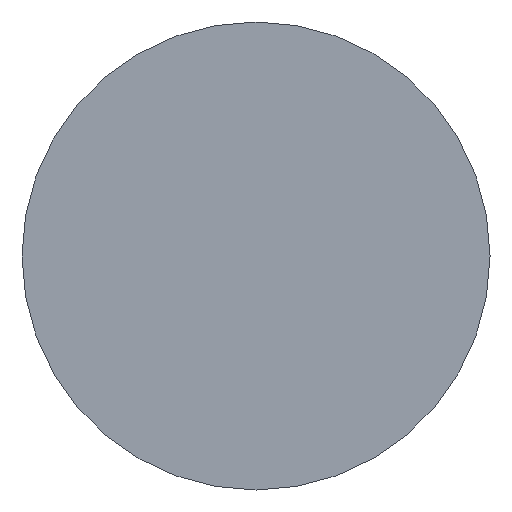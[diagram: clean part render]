
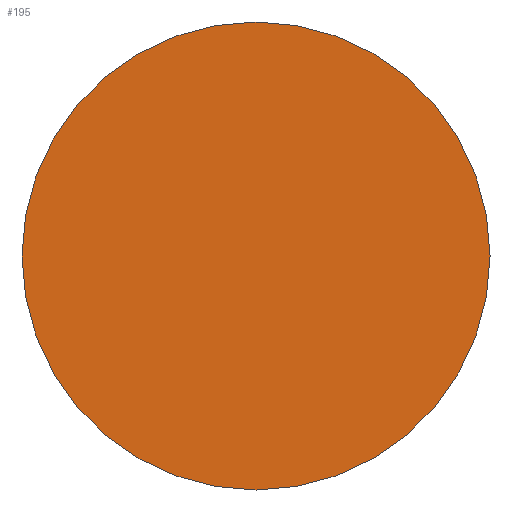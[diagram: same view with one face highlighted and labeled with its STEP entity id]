
A CAD part, front view. The second image highlights one B-rep face of the part: STEP entity #195.
In plain terms, the highlighted planar face has unit normal (0, -1, 0).
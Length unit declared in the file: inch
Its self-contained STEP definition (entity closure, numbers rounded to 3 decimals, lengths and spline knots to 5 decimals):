
#4 = EDGE_LOOP ( 'NONE', ( #56, #72 ) ) ;
#11 = VERTEX_POINT ( 'NONE', #418 ) ;
#51 = DIRECTION ( 'NONE',  ( 0., -1., 0. ) ) ;
#56 = ORIENTED_EDGE ( 'NONE', *, *, #225, .T. ) ;
#62 = DIRECTION ( 'NONE',  ( 0., 0., -1. ) ) ;
#72 = ORIENTED_EDGE ( 'NONE', *, *, #76, .T. ) ;
#76 = EDGE_CURVE ( 'NONE', #11, #108, #330, .T. ) ;
#108 = VERTEX_POINT ( 'NONE', #260 ) ;
#160 = FACE_OUTER_BOUND ( 'NONE', #4, .T. ) ;
#195 = ADVANCED_FACE ( 'NONE', ( #160 ), #342, .T. ) ;
#202 = DIRECTION ( 'NONE',  ( 0., 0., -1. ) ) ;
#225 = EDGE_CURVE ( 'NONE', #108, #11, #249, .T. ) ;
#230 = AXIS2_PLACEMENT_3D ( 'NONE', #447, #320, #62 ) ;
#233 = DIRECTION ( 'NONE',  ( 0., -1., 0. ) ) ;
#235 = CARTESIAN_POINT ( 'NONE',  ( 0., 0., 0. ) ) ;
#249 = CIRCLE ( 'NONE', #460, 0.09375 ) ;
#260 = CARTESIAN_POINT ( 'NONE',  ( 0., 0., -0.09375 ) ) ;
#320 = DIRECTION ( 'NONE',  ( 0., -1., 0. ) ) ;
#330 = CIRCLE ( 'NONE', #230, 0.09375 ) ;
#332 = AXIS2_PLACEMENT_3D ( 'NONE', #235, #233, #369 ) ;
#342 = PLANE ( 'NONE',  #332 ) ;
#369 = DIRECTION ( 'NONE',  ( 0., 0., -1. ) ) ;
#374 = CARTESIAN_POINT ( 'NONE',  ( 0., 0., 0. ) ) ;
#418 = CARTESIAN_POINT ( 'NONE',  ( 0., 0., 0.09375 ) ) ;
#447 = CARTESIAN_POINT ( 'NONE',  ( 0., 0., 0. ) ) ;
#460 = AXIS2_PLACEMENT_3D ( 'NONE', #374, #51, #202 ) ;
